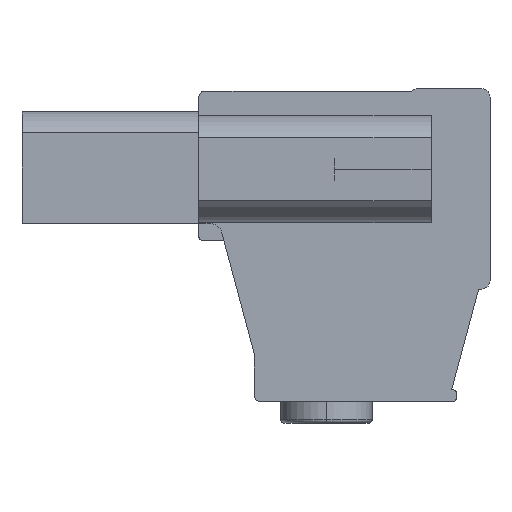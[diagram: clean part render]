
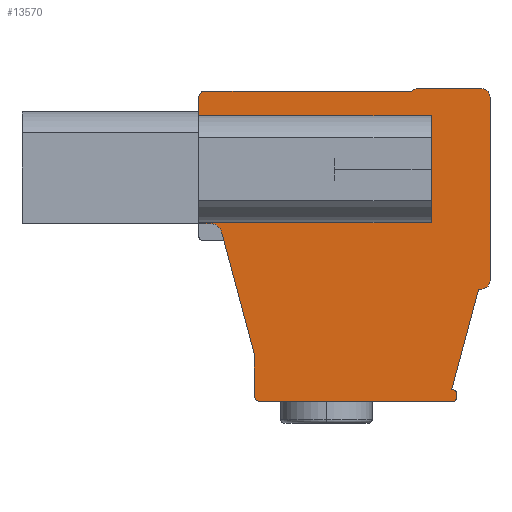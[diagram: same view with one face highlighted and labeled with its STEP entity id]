
A CAD part, front view. The second image highlights one B-rep face of the part: STEP entity #13570.
In plain terms, the highlighted planar face has unit normal (0, -1, 0).
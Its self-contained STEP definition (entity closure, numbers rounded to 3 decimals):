
#561=DIRECTION('',(0.,0.,-1.));
#562=VECTOR('',#561,1.55);
#563=CARTESIAN_POINT('',(0.,-111.6,5.8));
#564=LINE('',#563,#562);
#587=DIRECTION('',(0.,0.,-1.));
#588=VECTOR('',#587,0.05);
#589=CARTESIAN_POINT('',(0.,-111.6,-4.65));
#590=LINE('',#589,#588);
#1955=DIRECTION('',(0.,0.,-1.));
#1956=VECTOR('',#1955,1.);
#1957=CARTESIAN_POINT('',(19.3,-111.6,-3.65));
#1958=LINE('',#1957,#1956);
#1959=DIRECTION('',(-1.,0.,0.));
#1960=VECTOR('',#1959,13.2);
#1961=CARTESIAN_POINT('',(19.3,-111.6,3.25));
#1962=LINE('',#1961,#1960);
#1963=DIRECTION('',(0.,0.,-1.));
#1964=VECTOR('',#1963,1.);
#1965=CARTESIAN_POINT('',(19.3,-111.6,4.25));
#1966=LINE('',#1965,#1964);
#1967=DIRECTION('',(1.,0.,0.));
#1968=VECTOR('',#1967,19.3);
#1969=CARTESIAN_POINT('',(0.,-111.6,4.25));
#1970=LINE('',#1969,#1968);
#1971=CARTESIAN_POINT('',(0.5,-111.6,5.8));
#1972=DIRECTION('',(0.,1.,0.));
#1973=DIRECTION('',(-1.,0.,0.));
#1974=AXIS2_PLACEMENT_3D('',#1971,#1972,#1973);
#1976=DIRECTION('',(1.,0.,0.));
#1977=VECTOR('',#1976,17.204);
#1978=CARTESIAN_POINT('',(0.5,-111.6,6.3));
#1979=LINE('',#1978,#1977);
#1980=DIRECTION('',(0.866,0.,0.5));
#1981=VECTOR('',#1980,0.4);
#1982=CARTESIAN_POINT('',(17.704,-111.6,6.3));
#1983=LINE('',#1982,#1981);
#1984=DIRECTION('',(1.,0.,0.));
#1985=VECTOR('',#1984,5.45);
#1986=CARTESIAN_POINT('',(18.05,-111.6,6.5));
#1987=LINE('',#1986,#1985);
#1988=CARTESIAN_POINT('',(23.5,-111.6,5.8));
#1989=DIRECTION('',(0.,1.,0.));
#1990=DIRECTION('',(0.,0.,1.));
#1991=AXIS2_PLACEMENT_3D('',#1988,#1989,#1990);
#1993=CARTESIAN_POINT('',(23.5,-111.6,-9.45));
#1994=DIRECTION('',(0.,1.,0.));
#1995=DIRECTION('',(1.,0.,0.));
#1996=AXIS2_PLACEMENT_3D('',#1993,#1994,#1995);
#1998=DIRECTION('',(-1.,0.,0.));
#1999=VECTOR('',#1998,0.25);
#2000=CARTESIAN_POINT('',(23.5,-111.6,-10.15));
#2001=LINE('',#2000,#1999);
#2002=DIRECTION('',(-0.259,0.,-0.966));
#2003=VECTOR('',#2002,8.645);
#2004=CARTESIAN_POINT('',(23.25,-111.6,-10.15));
#2005=LINE('',#2004,#2003);
#2006=DIRECTION('',(1.,0.,0.));
#2007=VECTOR('',#2006,0.087);
#2008=CARTESIAN_POINT('',(21.013,-111.6,-18.5));
#2009=LINE('',#2008,#2007);
#2010=CARTESIAN_POINT('',(21.1,-111.6,-18.8));
#2011=DIRECTION('',(0.,1.,0.));
#2012=DIRECTION('',(0.,0.,1.));
#2013=AXIS2_PLACEMENT_3D('',#2010,#2011,#2012);
#2015=DIRECTION('',(0.,0.,-1.));
#2016=VECTOR('',#2015,0.4);
#2017=CARTESIAN_POINT('',(21.4,-111.6,-18.8));
#2018=LINE('',#2017,#2016);
#2019=CARTESIAN_POINT('',(21.1,-111.6,-19.2));
#2020=DIRECTION('',(0.,1.,0.));
#2021=DIRECTION('',(1.,0.,0.));
#2022=AXIS2_PLACEMENT_3D('',#2019,#2020,#2021);
#2024=DIRECTION('',(-1.,0.,0.));
#2025=VECTOR('',#2024,16.);
#2026=CARTESIAN_POINT('',(21.1,-111.6,-19.5));
#2027=LINE('',#2026,#2025);
#2028=CARTESIAN_POINT('',(5.1,-111.6,-19.));
#2029=DIRECTION('',(0.,1.,0.));
#2030=DIRECTION('',(0.,0.,-1.));
#2031=AXIS2_PLACEMENT_3D('',#2028,#2029,#2030);
#2033=DIRECTION('',(0.,0.,1.));
#2034=VECTOR('',#2033,3.478);
#2035=CARTESIAN_POINT('',(4.6,-111.6,-19.));
#2036=LINE('',#2035,#2034);
#2037=DIRECTION('',(-0.259,0.,0.966));
#2038=VECTOR('',#2037,10.436);
#2039=CARTESIAN_POINT('',(4.6,-111.6,-15.522));
#2040=LINE('',#2039,#2038);
#2041=CARTESIAN_POINT('',(0.933,-111.6,-5.7));
#2042=DIRECTION('',(0.,-1.,0.));
#2043=DIRECTION('',(0.966,0.,0.259));
#2044=AXIS2_PLACEMENT_3D('',#2041,#2042,#2043);
#2046=DIRECTION('',(-1.,0.,0.));
#2047=VECTOR('',#2046,0.933);
#2048=CARTESIAN_POINT('',(0.933,-111.6,-4.7));
#2049=LINE('',#2048,#2047);
#2050=DIRECTION('',(1.,0.,0.));
#2051=VECTOR('',#2050,19.3);
#2052=CARTESIAN_POINT('',(0.,-111.6,-4.65));
#2053=LINE('',#2052,#2051);
#2293=DIRECTION('',(-1.,0.,0.));
#2294=VECTOR('',#2293,13.2);
#2295=CARTESIAN_POINT('',(19.3,-111.6,-3.65));
#2296=LINE('',#2295,#2294);
#2318=DIRECTION('',(0.,0.,-1.));
#2319=VECTOR('',#2318,6.9);
#2320=CARTESIAN_POINT('',(6.1,-111.6,3.25));
#2321=LINE('',#2320,#2319);
#2358=DIRECTION('',(0.,0.,1.));
#2359=VECTOR('',#2358,15.25);
#2360=CARTESIAN_POINT('',(24.2,-111.6,-9.45));
#2361=LINE('',#2360,#2359);
#9246=CARTESIAN_POINT('',(24.2,-111.6,-9.45));
#9247=CARTESIAN_POINT('',(23.5,-111.6,-10.15));
#9248=VERTEX_POINT('',#9246);
#9249=VERTEX_POINT('',#9247);
#9250=CARTESIAN_POINT('',(23.25,-111.6,-10.15));
#9251=VERTEX_POINT('',#9250);
#9252=CARTESIAN_POINT('',(21.013,-111.6,-18.5));
#9253=VERTEX_POINT('',#9252);
#9254=CARTESIAN_POINT('',(21.1,-111.6,-18.5));
#9255=VERTEX_POINT('',#9254);
#9256=CARTESIAN_POINT('',(21.4,-111.6,-18.8));
#9257=VERTEX_POINT('',#9256);
#9258=CARTESIAN_POINT('',(21.4,-111.6,-19.2));
#9259=VERTEX_POINT('',#9258);
#9260=CARTESIAN_POINT('',(21.1,-111.6,-19.5));
#9261=VERTEX_POINT('',#9260);
#9262=CARTESIAN_POINT('',(5.1,-111.6,-19.5));
#9263=VERTEX_POINT('',#9262);
#9264=CARTESIAN_POINT('',(4.6,-111.6,-19.));
#9265=VERTEX_POINT('',#9264);
#9266=CARTESIAN_POINT('',(4.6,-111.6,-15.522));
#9267=VERTEX_POINT('',#9266);
#9268=CARTESIAN_POINT('',(1.899,-111.6,-5.441));
#9269=VERTEX_POINT('',#9268);
#9270=CARTESIAN_POINT('',(0.933,-111.6,-4.7));
#9271=VERTEX_POINT('',#9270);
#9272=CARTESIAN_POINT('',(0.,-111.6,5.8));
#9273=CARTESIAN_POINT('',(0.5,-111.6,6.3));
#9274=VERTEX_POINT('',#9272);
#9275=VERTEX_POINT('',#9273);
#9276=CARTESIAN_POINT('',(17.704,-111.6,6.3));
#9277=VERTEX_POINT('',#9276);
#9278=CARTESIAN_POINT('',(18.05,-111.6,6.5));
#9279=VERTEX_POINT('',#9278);
#9280=CARTESIAN_POINT('',(23.5,-111.6,6.5));
#9281=VERTEX_POINT('',#9280);
#9282=CARTESIAN_POINT('',(24.2,-111.6,5.8));
#9283=VERTEX_POINT('',#9282);
#10152=CARTESIAN_POINT('',(0.,-111.6,-4.7));
#10153=VERTEX_POINT('',#10152);
#11650=CARTESIAN_POINT('',(19.3,-111.6,-4.65));
#11651=VERTEX_POINT('',#11650);
#11652=CARTESIAN_POINT('',(19.3,-111.6,4.25));
#11653=VERTEX_POINT('',#11652);
#11654=CARTESIAN_POINT('',(0.,-111.6,-4.65));
#11655=VERTEX_POINT('',#11654);
#11656=CARTESIAN_POINT('',(0.,-111.6,4.25));
#11657=VERTEX_POINT('',#11656);
#11666=CARTESIAN_POINT('',(6.1,-111.6,-3.65));
#11668=VERTEX_POINT('',#11666);
#11672=CARTESIAN_POINT('',(6.1,-111.6,3.25));
#11673=VERTEX_POINT('',#11672);
#11674=CARTESIAN_POINT('',(19.3,-111.6,-3.65));
#11675=VERTEX_POINT('',#11674);
#11680=CARTESIAN_POINT('',(19.3,-111.6,3.25));
#11681=VERTEX_POINT('',#11680);
#13512=CARTESIAN_POINT('',(0.,-111.6,0.));
#13513=DIRECTION('',(0.,1.,0.));
#13514=DIRECTION('',(1.,0.,0.));
#13515=AXIS2_PLACEMENT_3D('',#13512,#13513,#13514);
#13516=PLANE('',#13515);
#13518=ORIENTED_EDGE('',*,*,#13517,.F.);
#13520=ORIENTED_EDGE('',*,*,#13519,.T.);
#13522=ORIENTED_EDGE('',*,*,#13521,.F.);
#13524=ORIENTED_EDGE('',*,*,#13523,.F.);
#13526=ORIENTED_EDGE('',*,*,#13525,.F.);
#13528=ORIENTED_EDGE('',*,*,#13527,.F.);
#13529=ORIENTED_EDGE('',*,*,#12412,.F.);
#13531=ORIENTED_EDGE('',*,*,#13530,.T.);
#13533=ORIENTED_EDGE('',*,*,#13532,.T.);
#13535=ORIENTED_EDGE('',*,*,#13534,.T.);
#13537=ORIENTED_EDGE('',*,*,#13536,.T.);
#13539=ORIENTED_EDGE('',*,*,#13538,.T.);
#13541=ORIENTED_EDGE('',*,*,#13540,.F.);
#13543=ORIENTED_EDGE('',*,*,#13542,.T.);
#13545=ORIENTED_EDGE('',*,*,#13544,.T.);
#13547=ORIENTED_EDGE('',*,*,#13546,.T.);
#13549=ORIENTED_EDGE('',*,*,#13548,.T.);
#13551=ORIENTED_EDGE('',*,*,#13550,.T.);
#13553=ORIENTED_EDGE('',*,*,#13552,.T.);
#13555=ORIENTED_EDGE('',*,*,#13554,.T.);
#13557=ORIENTED_EDGE('',*,*,#13556,.T.);
#13559=ORIENTED_EDGE('',*,*,#13558,.T.);
#13561=ORIENTED_EDGE('',*,*,#13560,.T.);
#13562=ORIENTED_EDGE('',*,*,#13418,.T.);
#13563=ORIENTED_EDGE('',*,*,#13482,.T.);
#13564=ORIENTED_EDGE('',*,*,#13184,.T.);
#13565=ORIENTED_EDGE('',*,*,#12424,.F.);
#13567=ORIENTED_EDGE('',*,*,#13566,.T.);
#13568=EDGE_LOOP('',(#13518,#13520,#13522,#13524,#13526,#13528,#13529,#13531,
#13533,#13535,#13537,#13539,#13541,#13543,#13545,#13547,#13549,#13551,#13553,
#13555,#13557,#13559,#13561,#13562,#13563,#13564,#13565,#13567));
#13569=FACE_OUTER_BOUND('',#13568,.F.);
#1975=CIRCLE('',#1974,0.5);
#1992=CIRCLE('',#1991,0.7);
#1997=CIRCLE('',#1996,0.7);
#2014=CIRCLE('',#2013,0.3);
#2023=CIRCLE('',#2022,0.3);
#2032=CIRCLE('',#2031,0.5);
#2045=CIRCLE('',#2044,1.);
#12412=EDGE_CURVE('',#9274,#11657,#564,.T.);
#12424=EDGE_CURVE('',#11655,#10153,#590,.T.);
#13184=EDGE_CURVE('',#9271,#10153,#2049,.T.);
#13418=EDGE_CURVE('',#9267,#9269,#2040,.T.);
#13482=EDGE_CURVE('',#9269,#9271,#2045,.T.);
#13517=EDGE_CURVE('',#11675,#11651,#1958,.T.);
#13519=EDGE_CURVE('',#11675,#11668,#2296,.T.);
#13521=EDGE_CURVE('',#11673,#11668,#2321,.T.);
#13523=EDGE_CURVE('',#11681,#11673,#1962,.T.);
#13525=EDGE_CURVE('',#11653,#11681,#1966,.T.);
#13527=EDGE_CURVE('',#11657,#11653,#1970,.T.);
#13530=EDGE_CURVE('',#9274,#9275,#1975,.T.);
#13532=EDGE_CURVE('',#9275,#9277,#1979,.T.);
#13534=EDGE_CURVE('',#9277,#9279,#1983,.T.);
#13536=EDGE_CURVE('',#9279,#9281,#1987,.T.);
#13538=EDGE_CURVE('',#9281,#9283,#1992,.T.);
#13540=EDGE_CURVE('',#9248,#9283,#2361,.T.);
#13542=EDGE_CURVE('',#9248,#9249,#1997,.T.);
#13544=EDGE_CURVE('',#9249,#9251,#2001,.T.);
#13546=EDGE_CURVE('',#9251,#9253,#2005,.T.);
#13548=EDGE_CURVE('',#9253,#9255,#2009,.T.);
#13550=EDGE_CURVE('',#9255,#9257,#2014,.T.);
#13552=EDGE_CURVE('',#9257,#9259,#2018,.T.);
#13554=EDGE_CURVE('',#9259,#9261,#2023,.T.);
#13556=EDGE_CURVE('',#9261,#9263,#2027,.T.);
#13558=EDGE_CURVE('',#9263,#9265,#2032,.T.);
#13560=EDGE_CURVE('',#9265,#9267,#2036,.T.);
#13566=EDGE_CURVE('',#11655,#11651,#2053,.T.);
#13570=ADVANCED_FACE('',(#13569),#13516,.F.);
